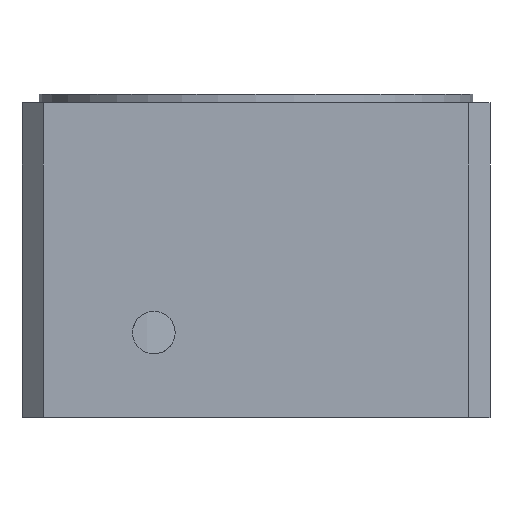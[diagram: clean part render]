
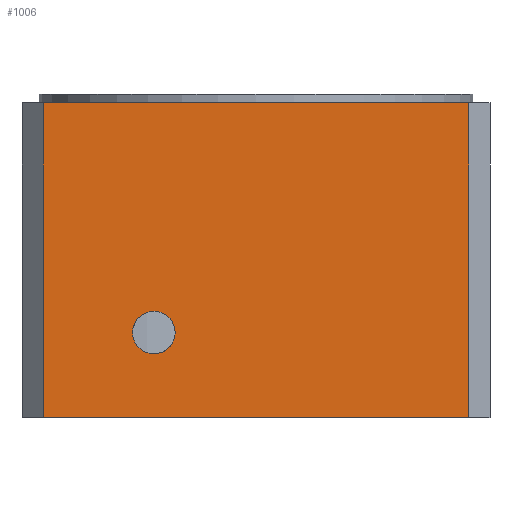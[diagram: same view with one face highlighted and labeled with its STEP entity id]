
A CAD part, left-side view. The second image highlights one B-rep face of the part: STEP entity #1006.
In plain terms, the highlighted planar face has unit normal (-1, 0, 0).
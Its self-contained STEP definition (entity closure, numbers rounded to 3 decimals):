
#114=CARTESIAN_POINT('',(-72.779,7.549,25.0));
#115=VERTEX_POINT('',#114);
#116=CARTESIAN_POINT('',(-72.779,7.549,20.0));
#117=DIRECTION('',(1.0,0.0,0.0));
#118=DIRECTION('',(0.0,0.0,1.0));
#119=AXIS2_PLACEMENT_3D('',#116,#117,#118);
#120=CIRCLE('',#119,5.0);
#121=EDGE_CURVE('',#115,#115,#120,.T.);
#468=CARTESIAN_POINT('',(-72.779,-66.451,74.0));
#469=VERTEX_POINT('',#468);
#476=CARTESIAN_POINT('',(-72.779,-66.451,0.0));
#477=VERTEX_POINT('',#476);
#478=CARTESIAN_POINT('',(-72.779,-66.451,74.0));
#479=DIRECTION('',(0.0,0.0,-1.0));
#480=VECTOR('',#479,74.0);
#481=LINE('',#478,#480);
#482=EDGE_CURVE('',#469,#477,#481,.T.);
#538=CARTESIAN_POINT('',(-72.779,33.549,0.0));
#539=VERTEX_POINT('',#538);
#540=CARTESIAN_POINT('',(-72.779,-66.451,0.0));
#541=DIRECTION('',(0.0,1.0,0.0));
#542=VECTOR('',#541,100.0);
#543=LINE('',#540,#542);
#544=EDGE_CURVE('',#477,#539,#543,.T.);
#716=CARTESIAN_POINT('',(-72.779,33.549,74.0));
#717=VERTEX_POINT('',#716);
#726=CARTESIAN_POINT('',(-72.779,33.549,0.0));
#727=DIRECTION('',(0.0,0.0,1.0));
#728=VECTOR('',#727,74.0);
#729=LINE('',#726,#728);
#730=EDGE_CURVE('',#539,#717,#729,.T.);
#987=CARTESIAN_POINT('',(-72.779,-71.451,0.0));
#988=DIRECTION('',(-1.0,0.0,0.0));
#989=DIRECTION('',(0.0,0.0,1.0));
#990=AXIS2_PLACEMENT_3D('',#987,#988,#989);
#991=PLANE('',#990);
#992=ORIENTED_EDGE('',*,*,#482,.F.);
#993=CARTESIAN_POINT('',(-72.779,-66.451,74.0));
#994=DIRECTION('',(0.0,1.0,0.0));
#995=VECTOR('',#994,100.0);
#996=LINE('',#993,#995);
#997=EDGE_CURVE('',#469,#717,#996,.T.);
#998=ORIENTED_EDGE('',*,*,#997,.T.);
#999=ORIENTED_EDGE('',*,*,#730,.F.);
#1000=ORIENTED_EDGE('',*,*,#544,.F.);
#1001=EDGE_LOOP('',(#992,#998,#999,#1000));
#1002=FACE_OUTER_BOUND('',#1001,.T.);
#1003=ORIENTED_EDGE('',*,*,#121,.T.);
#1004=EDGE_LOOP('',(#1003));
#1005=FACE_BOUND('',#1004,.T.);
#1006=ADVANCED_FACE('',(#1002,#1005),#991,.T.);
